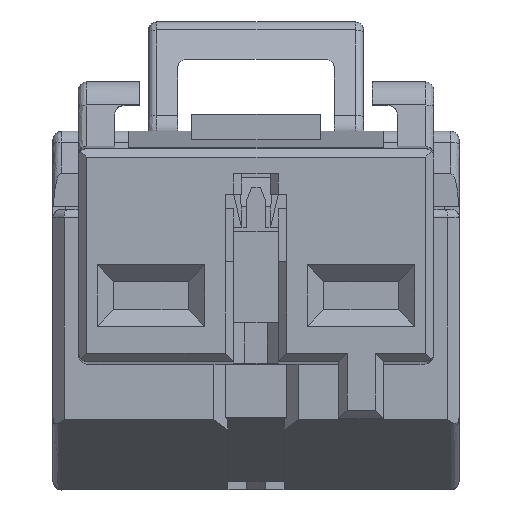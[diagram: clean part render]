
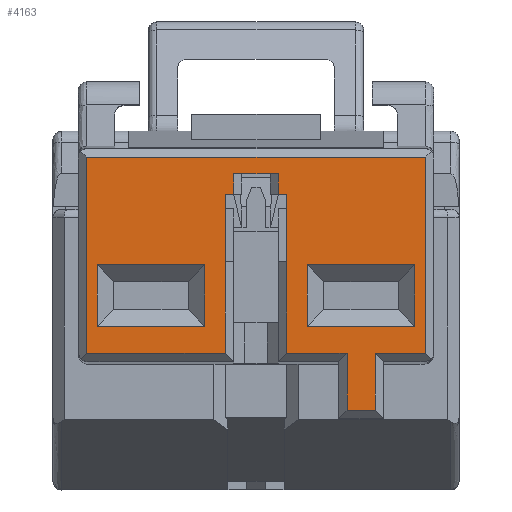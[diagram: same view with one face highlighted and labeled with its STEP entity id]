
A CAD part, top view. The second image highlights one B-rep face of the part: STEP entity #4163.
In plain terms, the highlighted free-form (B-spline) face has degree [1, 1] with [2, 2] control points.
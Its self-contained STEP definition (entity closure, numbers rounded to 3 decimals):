
#1010=CARTESIAN_POINT('',(-28.175,-1.47,10.1));
#1011=VERTEX_POINT('',#1010);
#1026=CARTESIAN_POINT('',(-28.175,0.73,10.1));
#1027=VERTEX_POINT('',#1026);
#1033=CARTESIAN_POINT('',(-28.175,0.73,10.1));
#1034=CARTESIAN_POINT('',(-28.175,-1.47,10.1));
#1035=B_SPLINE_CURVE_WITH_KNOTS('',1,(#1033,#1034),.POLYLINE_FORM.,.F.,.U.,(2,2),(0.,1.),.UNSPECIFIED.);
#1036=EDGE_CURVE('',#1027,#1011,#1035,.T.);
#1047=CARTESIAN_POINT('',(-24.325,-1.47,10.1));
#1048=VERTEX_POINT('',#1047);
#1049=CARTESIAN_POINT('',(-28.175,-1.47,10.1));
#1050=CARTESIAN_POINT('',(-24.325,-1.47,10.1));
#1051=B_SPLINE_CURVE_WITH_KNOTS('',1,(#1049,#1050),.POLYLINE_FORM.,.F.,.U.,(2,2),(0.,1.),.UNSPECIFIED.);
#1052=EDGE_CURVE('',#1011,#1048,#1051,.T.);
#1075=CARTESIAN_POINT('',(-24.325,0.73,10.1));
#1076=VERTEX_POINT('',#1075);
#1077=CARTESIAN_POINT('',(-24.325,-1.47,10.1));
#1078=CARTESIAN_POINT('',(-24.325,0.73,10.1));
#1079=B_SPLINE_CURVE_WITH_KNOTS('',1,(#1077,#1078),.POLYLINE_FORM.,.F.,.U.,(2,2),(0.,1.),.UNSPECIFIED.);
#1080=EDGE_CURVE('',#1048,#1076,#1079,.T.);
#1109=CARTESIAN_POINT('',(-24.325,0.73,10.1));
#1110=CARTESIAN_POINT('',(-28.175,0.73,10.1));
#1111=B_SPLINE_CURVE_WITH_KNOTS('',1,(#1109,#1110),.POLYLINE_FORM.,.F.,.U.,(2,2),(0.,1.),.UNSPECIFIED.);
#1112=EDGE_CURVE('',#1076,#1027,#1111,.T.);
#2645=CARTESIAN_POINT('',(-35.675,0.73,10.1));
#2646=VERTEX_POINT('',#2645);
#2661=CARTESIAN_POINT('',(-31.825,0.73,10.1));
#2662=VERTEX_POINT('',#2661);
#2668=CARTESIAN_POINT('',(-31.825,0.73,10.1));
#2669=CARTESIAN_POINT('',(-35.675,0.73,10.1));
#2670=B_SPLINE_CURVE_WITH_KNOTS('',1,(#2668,#2669),.POLYLINE_FORM.,.F.,.U.,(2,2),(0.,1.),.UNSPECIFIED.);
#2671=EDGE_CURVE('',#2662,#2646,#2670,.T.);
#2683=CARTESIAN_POINT('',(-31.825,-1.47,10.1));
#2684=VERTEX_POINT('',#2683);
#2690=CARTESIAN_POINT('',(-31.825,-1.47,10.1));
#2691=CARTESIAN_POINT('',(-31.825,0.73,10.1));
#2692=B_SPLINE_CURVE_WITH_KNOTS('',1,(#2690,#2691),.POLYLINE_FORM.,.F.,.U.,(2,2),(0.,1.),.UNSPECIFIED.);
#2693=EDGE_CURVE('',#2684,#2662,#2692,.T.);
#2711=CARTESIAN_POINT('',(-35.675,-1.47,10.1));
#2712=VERTEX_POINT('',#2711);
#2718=CARTESIAN_POINT('',(-35.675,-1.47,10.1));
#2719=CARTESIAN_POINT('',(-31.825,-1.47,10.1));
#2720=B_SPLINE_CURVE_WITH_KNOTS('',1,(#2718,#2719),.POLYLINE_FORM.,.F.,.U.,(2,2),(0.,1.),.UNSPECIFIED.);
#2721=EDGE_CURVE('',#2712,#2684,#2720,.T.);
#2744=CARTESIAN_POINT('',(-35.675,0.73,10.1));
#2745=CARTESIAN_POINT('',(-35.675,-1.47,10.1));
#2746=B_SPLINE_CURVE_WITH_KNOTS('',1,(#2744,#2745),.POLYLINE_FORM.,.F.,.U.,(2,2),(0.,1.),.UNSPECIFIED.);
#2747=EDGE_CURVE('',#2646,#2712,#2746,.T.);
#4018=CARTESIAN_POINT('',(-61.779,29.95,10.1));
#4019=CARTESIAN_POINT('',(17.609,29.95,10.1));
#4020=CARTESIAN_POINT('',(-61.779,-29.079,10.1));
#4021=CARTESIAN_POINT('',(17.609,-29.079,10.1));
#4022=B_SPLINE_SURFACE_WITH_KNOTS('',1,1,((#4018,#4019),(#4020,#4021)),.PLANE_SURF.,.F.,.F.,.U.,(2,2),(2,2),(0.,1.),(0.,1.),.UNSPECIFIED.);
#4023=CARTESIAN_POINT('',(-23.95,4.574,10.1));
#4024=VERTEX_POINT('',#4023);
#4025=CARTESIAN_POINT('',(-36.05,4.574,10.1));
#4026=VERTEX_POINT('',#4025);
#4027=CARTESIAN_POINT('',(-23.95,4.574,10.1));
#4028=CARTESIAN_POINT('',(-36.05,4.574,10.1));
#4029=B_SPLINE_CURVE_WITH_KNOTS('',1,(#4027,#4028),.POLYLINE_FORM.,.F.,.U.,(2,2),(0.024,0.976),.UNSPECIFIED.);
#4030=EDGE_CURVE('',#4024,#4026,#4029,.T.);
#4031=ORIENTED_EDGE('',*,*,#4030,.T.);
#4032=CARTESIAN_POINT('',(-36.05,-2.433,10.1));
#4033=VERTEX_POINT('',#4032);
#4034=CARTESIAN_POINT('',(-36.05,4.574,10.1));
#4035=CARTESIAN_POINT('',(-36.05,-2.433,10.1));
#4036=B_SPLINE_CURVE_WITH_KNOTS('',1,(#4034,#4035),.POLYLINE_FORM.,.F.,.U.,(2,2),(0.171,0.734),.UNSPECIFIED.);
#4037=EDGE_CURVE('',#4026,#4033,#4036,.T.);
#4038=ORIENTED_EDGE('',*,*,#4037,.T.);
#4039=CARTESIAN_POINT('',(-31.1,-2.433,10.1));
#4040=VERTEX_POINT('',#4039);
#4041=CARTESIAN_POINT('',(-36.05,-2.433,10.1));
#4042=CARTESIAN_POINT('',(-31.1,-2.433,10.1));
#4043=B_SPLINE_CURVE_WITH_KNOTS('',1,(#4041,#4042),.POLYLINE_FORM.,.F.,.U.,(2,2),(0.222,0.525),.UNSPECIFIED.);
#4044=EDGE_CURVE('',#4033,#4040,#4043,.T.);
#4045=ORIENTED_EDGE('',*,*,#4044,.T.);
#4046=CARTESIAN_POINT('',(-31.1,0.84,10.1));
#4047=VERTEX_POINT('',#4046);
#4048=CARTESIAN_POINT('',(-31.1,-2.433,10.1));
#4049=CARTESIAN_POINT('',(-31.1,0.84,10.1));
#4050=B_SPLINE_CURVE_WITH_KNOTS('',1,(#4048,#4049),.POLYLINE_FORM.,.F.,.U.,(2,2),(0.206,0.541),.UNSPECIFIED.);
#4051=EDGE_CURVE('',#4040,#4047,#4050,.T.);
#4052=ORIENTED_EDGE('',*,*,#4051,.T.);
#4053=CARTESIAN_POINT('',(-31.1,3.24,10.1));
#4054=VERTEX_POINT('',#4053);
#4055=CARTESIAN_POINT('',(-31.1,0.84,10.1));
#4056=CARTESIAN_POINT('',(-31.1,3.24,10.1));
#4057=B_SPLINE_CURVE_WITH_KNOTS('',1,(#4055,#4056),.POLYLINE_FORM.,.F.,.U.,(2,2),(0.,1.),.UNSPECIFIED.);
#4058=EDGE_CURVE('',#4047,#4054,#4057,.T.);
#4059=ORIENTED_EDGE('',*,*,#4058,.T.);
#4060=CARTESIAN_POINT('',(-30.8,3.24,10.1));
#4061=VERTEX_POINT('',#4060);
#4062=CARTESIAN_POINT('',(-31.1,3.24,10.1));
#4063=CARTESIAN_POINT('',(-30.8,3.24,10.1));
#4064=B_SPLINE_CURVE_WITH_KNOTS('',1,(#4062,#4063),.POLYLINE_FORM.,.F.,.U.,(2,2),(0.,1.),.UNSPECIFIED.);
#4065=EDGE_CURVE('',#4054,#4061,#4064,.T.);
#4066=ORIENTED_EDGE('',*,*,#4065,.T.);
#4067=CARTESIAN_POINT('',(-30.8,3.98,10.1));
#4068=VERTEX_POINT('',#4067);
#4069=CARTESIAN_POINT('',(-30.8,3.24,10.1));
#4070=CARTESIAN_POINT('',(-30.8,3.98,10.1));
#4071=B_SPLINE_CURVE_WITH_KNOTS('',1,(#4069,#4070),.POLYLINE_FORM.,.F.,.U.,(2,2),(0.,1.),.UNSPECIFIED.);
#4072=EDGE_CURVE('',#4061,#4068,#4071,.T.);
#4073=ORIENTED_EDGE('',*,*,#4072,.T.);
#4074=CARTESIAN_POINT('',(-29.2,3.98,10.1));
#4075=VERTEX_POINT('',#4074);
#4076=CARTESIAN_POINT('',(-30.8,3.98,10.1));
#4077=CARTESIAN_POINT('',(-29.2,3.98,10.1));
#4078=B_SPLINE_CURVE_WITH_KNOTS('',1,(#4076,#4077),.POLYLINE_FORM.,.F.,.U.,(2,2),(0.,1.),.UNSPECIFIED.);
#4079=EDGE_CURVE('',#4068,#4075,#4078,.T.);
#4080=ORIENTED_EDGE('',*,*,#4079,.T.);
#4081=CARTESIAN_POINT('',(-29.2,3.24,10.1));
#4082=VERTEX_POINT('',#4081);
#4083=CARTESIAN_POINT('',(-29.2,3.98,10.1));
#4084=CARTESIAN_POINT('',(-29.2,3.24,10.1));
#4085=B_SPLINE_CURVE_WITH_KNOTS('',1,(#4083,#4084),.POLYLINE_FORM.,.F.,.U.,(2,2),(0.,1.),.UNSPECIFIED.);
#4086=EDGE_CURVE('',#4075,#4082,#4085,.T.);
#4087=ORIENTED_EDGE('',*,*,#4086,.T.);
#4088=CARTESIAN_POINT('',(-28.9,3.24,10.1));
#4089=VERTEX_POINT('',#4088);
#4090=CARTESIAN_POINT('',(-29.2,3.24,10.1));
#4091=CARTESIAN_POINT('',(-28.9,3.24,10.1));
#4092=B_SPLINE_CURVE_WITH_KNOTS('',1,(#4090,#4091),.POLYLINE_FORM.,.F.,.U.,(2,2),(0.,1.),.UNSPECIFIED.);
#4093=EDGE_CURVE('',#4082,#4089,#4092,.T.);
#4094=ORIENTED_EDGE('',*,*,#4093,.T.);
#4095=CARTESIAN_POINT('',(-28.9,0.84,10.1));
#4096=VERTEX_POINT('',#4095);
#4097=CARTESIAN_POINT('',(-28.9,3.24,10.1));
#4098=CARTESIAN_POINT('',(-28.9,0.84,10.1));
#4099=B_SPLINE_CURVE_WITH_KNOTS('',1,(#4097,#4098),.POLYLINE_FORM.,.F.,.U.,(2,2),(0.,1.),.UNSPECIFIED.);
#4100=EDGE_CURVE('',#4089,#4096,#4099,.T.);
#4101=ORIENTED_EDGE('',*,*,#4100,.T.);
#4102=CARTESIAN_POINT('',(-28.9,-2.433,10.1));
#4103=VERTEX_POINT('',#4102);
#4104=CARTESIAN_POINT('',(-28.9,0.84,10.1));
#4105=CARTESIAN_POINT('',(-28.9,-2.433,10.1));
#4106=B_SPLINE_CURVE_WITH_KNOTS('',1,(#4104,#4105),.POLYLINE_FORM.,.F.,.U.,(2,2),(0.51,0.835),.UNSPECIFIED.);
#4107=EDGE_CURVE('',#4096,#4103,#4106,.T.);
#4108=ORIENTED_EDGE('',*,*,#4107,.T.);
#4109=CARTESIAN_POINT('',(-26.75,-2.433,10.1));
#4110=VERTEX_POINT('',#4109);
#4111=CARTESIAN_POINT('',(-28.9,-2.433,10.1));
#4112=CARTESIAN_POINT('',(-26.75,-2.433,10.1));
#4113=B_SPLINE_CURVE_WITH_KNOTS('',1,(#4111,#4112),.POLYLINE_FORM.,.F.,.U.,(2,2),(0.571,0.732),.UNSPECIFIED.);
#4114=EDGE_CURVE('',#4103,#4110,#4113,.T.);
#4115=ORIENTED_EDGE('',*,*,#4114,.T.);
#4116=CARTESIAN_POINT('',(-26.75,-4.467,10.1));
#4117=VERTEX_POINT('',#4116);
#4118=CARTESIAN_POINT('',(-26.75,-2.433,10.1));
#4119=CARTESIAN_POINT('',(-26.75,-4.467,10.1));
#4120=B_SPLINE_CURVE_WITH_KNOTS('',1,(#4118,#4119),.POLYLINE_FORM.,.F.,.U.,(2,2),(0.751,0.968),.UNSPECIFIED.);
#4121=EDGE_CURVE('',#4110,#4117,#4120,.T.);
#4122=ORIENTED_EDGE('',*,*,#4121,.T.);
#4123=CARTESIAN_POINT('',(-25.75,-4.467,10.1));
#4124=VERTEX_POINT('',#4123);
#4125=CARTESIAN_POINT('',(-26.75,-4.467,10.1));
#4126=CARTESIAN_POINT('',(-25.75,-4.467,10.1));
#4127=B_SPLINE_CURVE_WITH_KNOTS('',1,(#4125,#4126),.POLYLINE_FORM.,.F.,.U.,(2,2),(0.771,0.843),.UNSPECIFIED.);
#4128=EDGE_CURVE('',#4117,#4124,#4127,.T.);
#4129=ORIENTED_EDGE('',*,*,#4128,.T.);
#4130=CARTESIAN_POINT('',(-25.75,-2.433,10.1));
#4131=VERTEX_POINT('',#4130);
#4132=CARTESIAN_POINT('',(-25.75,-4.467,10.1));
#4133=CARTESIAN_POINT('',(-25.75,-2.433,10.1));
#4134=B_SPLINE_CURVE_WITH_KNOTS('',1,(#4132,#4133),.POLYLINE_FORM.,.F.,.U.,(2,2),(0.029,0.228),.UNSPECIFIED.);
#4135=EDGE_CURVE('',#4124,#4131,#4134,.T.);
#4136=ORIENTED_EDGE('',*,*,#4135,.T.);
#4137=CARTESIAN_POINT('',(-23.95,-2.433,10.1));
#4138=VERTEX_POINT('',#4137);
#4139=CARTESIAN_POINT('',(-25.75,-2.433,10.1));
#4140=CARTESIAN_POINT('',(-23.95,-2.433,10.1));
#4141=B_SPLINE_CURVE_WITH_KNOTS('',1,(#4139,#4140),.POLYLINE_FORM.,.F.,.U.,(2,2),(0.84,0.976),.UNSPECIFIED.);
#4142=EDGE_CURVE('',#4131,#4138,#4141,.T.);
#4143=ORIENTED_EDGE('',*,*,#4142,.T.);
#4144=CARTESIAN_POINT('',(-23.95,-2.433,10.1));
#4145=CARTESIAN_POINT('',(-23.95,4.574,10.1));
#4146=B_SPLINE_CURVE_WITH_KNOTS('',1,(#4144,#4145),.POLYLINE_FORM.,.F.,.U.,(2,2),(0.171,0.734),.UNSPECIFIED.);
#4147=EDGE_CURVE('',#4138,#4024,#4146,.T.);
#4148=ORIENTED_EDGE('',*,*,#4147,.T.);
#4149=EDGE_LOOP('',(#4031,#4038,#4045,#4052,#4059,#4066,#4073,#4080,#4087,#4094,#4101,#4108,#4115,#4122,#4129,#4136,#4143,#4148));
#4150=FACE_OUTER_BOUND('',#4149,.T.);
#4151=ORIENTED_EDGE('',*,*,#1112,.F.);
#4152=ORIENTED_EDGE('',*,*,#1080,.F.);
#4153=ORIENTED_EDGE('',*,*,#1052,.F.);
#4154=ORIENTED_EDGE('',*,*,#1036,.F.);
#4155=EDGE_LOOP('',(#4151,#4152,#4153,#4154));
#4156=FACE_BOUND('',#4155,.T.);
#4157=ORIENTED_EDGE('',*,*,#2671,.F.);
#4158=ORIENTED_EDGE('',*,*,#2693,.F.);
#4159=ORIENTED_EDGE('',*,*,#2721,.F.);
#4160=ORIENTED_EDGE('',*,*,#2747,.F.);
#4161=EDGE_LOOP('',(#4157,#4158,#4159,#4160));
#4162=FACE_BOUND('',#4161,.T.);
#4163=ADVANCED_FACE('',(#4150,#4156,#4162),#4022,.T.);
